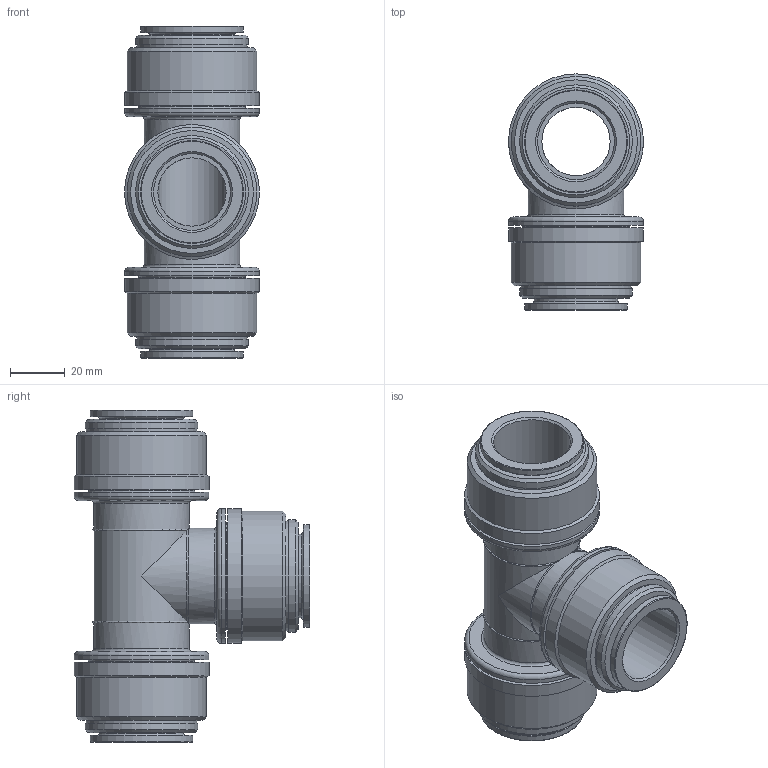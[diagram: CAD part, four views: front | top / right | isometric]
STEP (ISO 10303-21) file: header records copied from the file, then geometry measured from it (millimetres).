
FILE_DESCRIPTION(/* description */ ('STEP AP214'),/* implementation_level */ '2;1');
FILE_NAME(/* name */ '194588_CQT-28',/* time_stamp */ '2024-08-08T14:34:07+02:00',/* author */ ('License CC BY-ND 4.0'),/* organization */ ('CADENAS'),/* preprocessor_version */ 'ST-DEVELOPER v19.3',/* originating_system */ 'PARTsolutions',/* authorisation */ ' ');
FILE_SCHEMA (('AUTOMOTIVE_DESIGN {1 0 10303 214 3 1 1}'));
Length unit declared in the file: millimetre
Products named in the file (1): 194588 CQT-28
Bounding box: 49.2 x 86 x 121 mm (x, y, z)
Volume: 125920.9 mm3; surface area: 47609.4 mm2
Topology: 1 solids, 1 shells, 104 faces, 194 edges, 115 vertices
Faces by surface type: cylinder 35, torus 30, plane 27, cone 12
Full cylindrical faces by diameter (mm): 24.9 x2, 28 x3, 30.6 x3, 34.9 x3, 37.5 x3, 38.65 x3, 40.3 x3, 41.1 x3, 47.25 x3, 49.1 x3, 49.2 x3
Entity records: 2356 total; most frequent: CARTESIAN_POINT 483, DIRECTION 416, ORIENTED_EDGE 254, AXIS2_PLACEMENT_3D 208, EDGE_LOOP 194, FACE_BOUND 194, EDGE_CURVE 127, VERTEX_POINT 111
